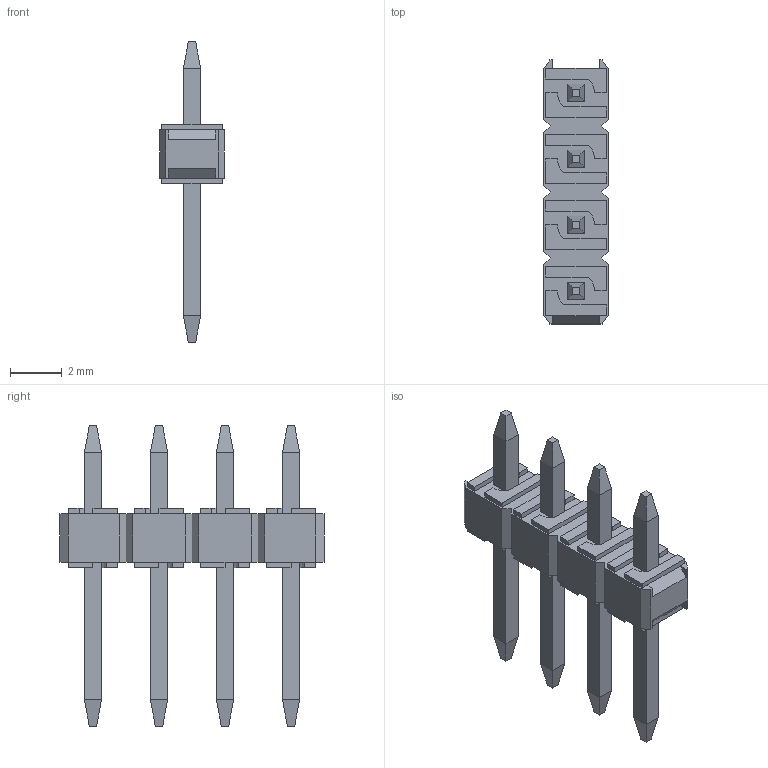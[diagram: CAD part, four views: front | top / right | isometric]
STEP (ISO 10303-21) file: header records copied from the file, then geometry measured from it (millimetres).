
FILE_DESCRIPTION( ( '' ), ' ' );
FILE_NAME( '58751f92608a37105dfc6250.step', '2017-01-10T17:53:22', ( '' ), ( '' ), ' ', ' ', ' ' );
FILE_SCHEMA( ( 'AUTOMOTIVE_DESIGN { 1 0 10303 214 1 1 1 1 }' ) );
Length unit declared in the file: metre
Products named in the file (1): Open CASCADE STEP translator 6.8 1
Bounding box: 2.49 x 10.16 x 11.56 mm (x, y, z)
Volume: 64.4 mm3; surface area: 212.2 mm2
Topology: 1 solids, 1 shells, 220 faces, 558 edges, 360 vertices
Faces by surface type: plane 204, cylinder 16
Entity records: 11032 total; most frequent: CARTESIAN_POINT 1139, ORIENTED_EDGE 1116, DIRECTION 1032, STYLED_ITEM 778, PRESENTATION_STYLE_ASSIGNMENT 778, COLOUR_RGB 778, EDGE_CURVE 558, CURVE_STYLE 558
